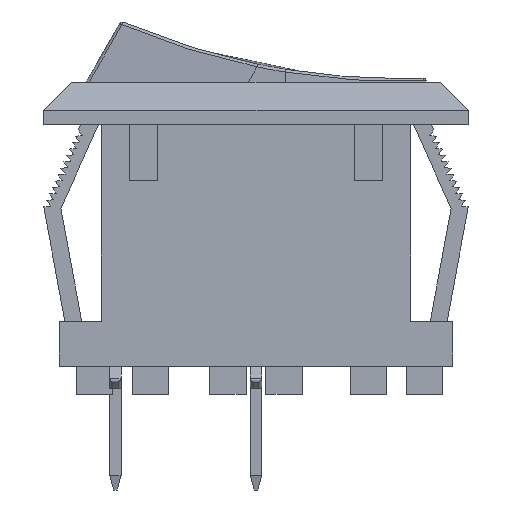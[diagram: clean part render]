
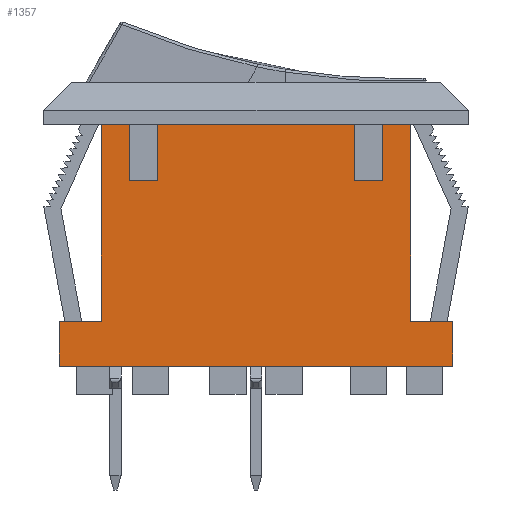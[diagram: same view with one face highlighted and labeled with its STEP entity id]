
A CAD part, front view. The second image highlights one B-rep face of the part: STEP entity #1357.
In plain terms, the highlighted planar face has unit normal (0, -1, 0).
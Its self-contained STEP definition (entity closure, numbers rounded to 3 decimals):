
#363 = DIRECTION ( 'NONE',  ( 1., 0., 0. ) ) ;
#548 = DIRECTION ( 'NONE',  ( 0., 1., 0. ) ) ;
#557 = ORIENTED_EDGE ( 'NONE', *, *, #4977, .F. ) ;
#574 = CARTESIAN_POINT ( 'NONE',  ( -3.012, -3.5, 0.9 ) ) ;
#658 = DIRECTION ( 'NONE',  ( 0., 0., 1. ) ) ;
#663 = ORIENTED_EDGE ( 'NONE', *, *, #1097, .F. ) ;
#993 = EDGE_CURVE ( 'NONE', #6607, #2301, #8003, .T. ) ;
#1031 = VERTEX_POINT ( 'NONE', #4896 ) ;
#1054 = ORIENTED_EDGE ( 'NONE', *, *, #3839, .F. ) ;
#1079 = CARTESIAN_POINT ( 'NONE',  ( 5.988, -3.5, 7.5 ) ) ;
#1093 = CARTESIAN_POINT ( 'NONE',  ( -2.012, -3.5, 9.5 ) ) ;
#1097 = EDGE_CURVE ( 'NONE', #7917, #6021, #7447, .T. ) ;
#1147 = VECTOR ( 'NONE', #363, 1000. ) ;
#1217 = CARTESIAN_POINT ( 'NONE',  ( 6.988, -3.5, 7.5 ) ) ;
#1225 = DIRECTION ( 'NONE',  ( 0., 0., 1. ) ) ;
#1232 = CARTESIAN_POINT ( 'NONE',  ( 6.988, -3.5, 9.5 ) ) ;
#1235 = CARTESIAN_POINT ( 'NONE',  ( 9.488, -3.5, 2.5 ) ) ;
#1298 = DIRECTION ( 'NONE',  ( 0., 0., 1. ) ) ;
#1328 = VERTEX_POINT ( 'NONE', #4240 ) ;
#1357 = ADVANCED_FACE ( 'NONE', ( #4402 ), #7682, .F. ) ;
#1381 = CARTESIAN_POINT ( 'NONE',  ( -4.512, -3.5, 2.5 ) ) ;
#1502 = LINE ( 'NONE', #6821, #8184 ) ;
#1557 = DIRECTION ( 'NONE',  ( 1., 0., 0. ) ) ;
#1581 = CARTESIAN_POINT ( 'NONE',  ( 5.988, -3.5, 9.5 ) ) ;
#1724 = ORIENTED_EDGE ( 'NONE', *, *, #5940, .T. ) ;
#1767 = LINE ( 'NONE', #1217, #7229 ) ;
#1987 = EDGE_CURVE ( 'NONE', #5922, #7561, #3880, .T. ) ;
#2102 = LINE ( 'NONE', #2736, #5516 ) ;
#2155 = LINE ( 'NONE', #2747, #5532 ) ;
#2293 = CARTESIAN_POINT ( 'NONE',  ( 9.488, -3.5, 2.5 ) ) ;
#2301 = VERTEX_POINT ( 'NONE', #3105 ) ;
#2365 = DIRECTION ( 'NONE',  ( 1., 0., 0. ) ) ;
#2437 = EDGE_CURVE ( 'NONE', #8035, #5331, #3317, .T. ) ;
#2494 = LINE ( 'NONE', #7685, #8175 ) ;
#2495 = CARTESIAN_POINT ( 'NONE',  ( -3.012, -3.5, 9.5 ) ) ;
#2537 = CARTESIAN_POINT ( 'NONE',  ( 2.488, -3.5, 9.5 ) ) ;
#2593 = CARTESIAN_POINT ( 'NONE',  ( 7.988, -3.5, 2.5 ) ) ;
#2605 = VERTEX_POINT ( 'NONE', #5149 ) ;
#2621 = EDGE_LOOP ( 'NONE', ( #3841, #6301, #6204, #1054, #4127, #4946, #7450, #663, #5640, #8116, #1724, #6802, #5589, #557, #6013, #7661 ) ) ;
#2685 = VERTEX_POINT ( 'NONE', #1232 ) ;
#2725 = VERTEX_POINT ( 'NONE', #8292 ) ;
#2736 = CARTESIAN_POINT ( 'NONE',  ( -3.012, -3.5, 2.5 ) ) ;
#2747 = CARTESIAN_POINT ( 'NONE',  ( -3.012, -3.5, 9.5 ) ) ;
#2893 = CARTESIAN_POINT ( 'NONE',  ( 5.988, -3.5, 7.5 ) ) ;
#3004 = CARTESIAN_POINT ( 'NONE',  ( -2.012, -3.5, 7.5 ) ) ;
#3105 = CARTESIAN_POINT ( 'NONE',  ( 9.488, -3.5, 0.9 ) ) ;
#3176 = DIRECTION ( 'NONE',  ( 0., 0., -1. ) ) ;
#3317 = LINE ( 'NONE', #5964, #7701 ) ;
#3365 = EDGE_CURVE ( 'NONE', #1031, #5331, #6572, .T. ) ;
#3444 = EDGE_CURVE ( 'NONE', #6021, #2725, #6227, .T. ) ;
#3459 = DIRECTION ( 'NONE',  ( 1., 0., 0. ) ) ;
#3498 = DIRECTION ( 'NONE',  ( 1., 0., 0. ) ) ;
#3609 = CARTESIAN_POINT ( 'NONE',  ( 5.988, -3.5, 7.5 ) ) ;
#3839 = EDGE_CURVE ( 'NONE', #2605, #6244, #4123, .T. ) ;
#3841 = ORIENTED_EDGE ( 'NONE', *, *, #7746, .F. ) ;
#3854 = LINE ( 'NONE', #2495, #3887 ) ;
#3880 = LINE ( 'NONE', #8203, #4428 ) ;
#3887 = VECTOR ( 'NONE', #1225, 1000. ) ;
#4005 = CARTESIAN_POINT ( 'NONE',  ( -3.012, -3.5, 9.5 ) ) ;
#4122 = VECTOR ( 'NONE', #8091, 1000. ) ;
#4123 = LINE ( 'NONE', #5501, #4122 ) ;
#4127 = ORIENTED_EDGE ( 'NONE', *, *, #6001, .F. ) ;
#4128 = DIRECTION ( 'NONE',  ( -1., 0., 0. ) ) ;
#4206 = EDGE_CURVE ( 'NONE', #7561, #1328, #2102, .T. ) ;
#4240 = CARTESIAN_POINT ( 'NONE',  ( -3.012, -3.5, 2.5 ) ) ;
#4356 = DIRECTION ( 'NONE',  ( 0., 0., 1. ) ) ;
#4402 = FACE_OUTER_BOUND ( 'NONE', #2621, .T. ) ;
#4428 = VECTOR ( 'NONE', #1298, 1000. ) ;
#4429 = LINE ( 'NONE', #574, #6428 ) ;
#4688 = LINE ( 'NONE', #6651, #5856 ) ;
#4718 = CARTESIAN_POINT ( 'NONE',  ( -1.012, -3.5, 7.5 ) ) ;
#4764 = DIRECTION ( 'NONE',  ( 0., 0., -1. ) ) ;
#4896 = CARTESIAN_POINT ( 'NONE',  ( -3.012, -3.5, 9.5 ) ) ;
#4945 = VECTOR ( 'NONE', #3459, 1000. ) ;
#4946 = ORIENTED_EDGE ( 'NONE', *, *, #5512, .F. ) ;
#4977 = EDGE_CURVE ( 'NONE', #1328, #1031, #3854, .T. ) ;
#5149 = CARTESIAN_POINT ( 'NONE',  ( 7.988, -3.5, 9.5 ) ) ;
#5190 = EDGE_CURVE ( 'NONE', #5248, #7917, #2155, .T. ) ;
#5208 = CARTESIAN_POINT ( 'NONE',  ( -4.512, -3.5, 0.9 ) ) ;
#5248 = VERTEX_POINT ( 'NONE', #8152 ) ;
#5331 = VERTEX_POINT ( 'NONE', #1093 ) ;
#5501 = CARTESIAN_POINT ( 'NONE',  ( 7.988, -3.5, 9.5 ) ) ;
#5512 = EDGE_CURVE ( 'NONE', #2725, #2685, #1767, .T. ) ;
#5516 = VECTOR ( 'NONE', #1557, 1000. ) ;
#5532 = VECTOR ( 'NONE', #5993, 1000. ) ;
#5589 = ORIENTED_EDGE ( 'NONE', *, *, #3365, .F. ) ;
#5640 = ORIENTED_EDGE ( 'NONE', *, *, #5190, .F. ) ;
#5772 = LINE ( 'NONE', #6456, #7904 ) ;
#5856 = VECTOR ( 'NONE', #4128, 1000. ) ;
#5922 = VERTEX_POINT ( 'NONE', #5208 ) ;
#5940 = EDGE_CURVE ( 'NONE', #6814, #8035, #4688, .T. ) ;
#5964 = CARTESIAN_POINT ( 'NONE',  ( -2.012, -3.5, 7.5 ) ) ;
#5993 = DIRECTION ( 'NONE',  ( 1., 0., 0. ) ) ;
#6001 = EDGE_CURVE ( 'NONE', #2685, #2605, #1502, .T. ) ;
#6013 = ORIENTED_EDGE ( 'NONE', *, *, #4206, .F. ) ;
#6021 = VERTEX_POINT ( 'NONE', #2893 ) ;
#6126 = AXIS2_PLACEMENT_3D ( 'NONE', #2537, #548, #2365 ) ;
#6204 = ORIENTED_EDGE ( 'NONE', *, *, #7415, .F. ) ;
#6227 = LINE ( 'NONE', #1079, #1147 ) ;
#6244 = VERTEX_POINT ( 'NONE', #2593 ) ;
#6301 = ORIENTED_EDGE ( 'NONE', *, *, #993, .F. ) ;
#6428 = VECTOR ( 'NONE', #7033, 1000. ) ;
#6456 = CARTESIAN_POINT ( 'NONE',  ( 7.988, -3.5, 2.5 ) ) ;
#6572 = LINE ( 'NONE', #4005, #4945 ) ;
#6607 = VERTEX_POINT ( 'NONE', #1235 ) ;
#6651 = CARTESIAN_POINT ( 'NONE',  ( -1.012, -3.5, 7.5 ) ) ;
#6774 = DIRECTION ( 'NONE',  ( 0., 0., -1. ) ) ;
#6802 = ORIENTED_EDGE ( 'NONE', *, *, #2437, .T. ) ;
#6814 = VERTEX_POINT ( 'NONE', #4718 ) ;
#6821 = CARTESIAN_POINT ( 'NONE',  ( -3.012, -3.5, 9.5 ) ) ;
#6928 = VECTOR ( 'NONE', #4764, 1000. ) ;
#7009 = EDGE_CURVE ( 'NONE', #5248, #6814, #2494, .T. ) ;
#7033 = DIRECTION ( 'NONE',  ( -1., 0., 0. ) ) ;
#7229 = VECTOR ( 'NONE', #4356, 1000. ) ;
#7328 = VECTOR ( 'NONE', #6774, 1000. ) ;
#7415 = EDGE_CURVE ( 'NONE', #6244, #6607, #5772, .T. ) ;
#7447 = LINE ( 'NONE', #3609, #6928 ) ;
#7450 = ORIENTED_EDGE ( 'NONE', *, *, #3444, .F. ) ;
#7561 = VERTEX_POINT ( 'NONE', #1381 ) ;
#7661 = ORIENTED_EDGE ( 'NONE', *, *, #1987, .F. ) ;
#7682 = PLANE ( 'NONE',  #6126 ) ;
#7685 = CARTESIAN_POINT ( 'NONE',  ( -1.012, -3.5, 7.5 ) ) ;
#7701 = VECTOR ( 'NONE', #658, 1000. ) ;
#7746 = EDGE_CURVE ( 'NONE', #2301, #5922, #4429, .T. ) ;
#7904 = VECTOR ( 'NONE', #8362, 1000. ) ;
#7917 = VERTEX_POINT ( 'NONE', #1581 ) ;
#8003 = LINE ( 'NONE', #2293, #7328 ) ;
#8035 = VERTEX_POINT ( 'NONE', #3004 ) ;
#8091 = DIRECTION ( 'NONE',  ( 0., 0., -1. ) ) ;
#8116 = ORIENTED_EDGE ( 'NONE', *, *, #7009, .T. ) ;
#8152 = CARTESIAN_POINT ( 'NONE',  ( -1.012, -3.5, 9.5 ) ) ;
#8175 = VECTOR ( 'NONE', #3176, 1000. ) ;
#8184 = VECTOR ( 'NONE', #3498, 1000. ) ;
#8203 = CARTESIAN_POINT ( 'NONE',  ( -4.512, -3.5, 2.5 ) ) ;
#8292 = CARTESIAN_POINT ( 'NONE',  ( 6.988, -3.5, 7.5 ) ) ;
#8362 = DIRECTION ( 'NONE',  ( 1., 0., 0. ) ) ;
